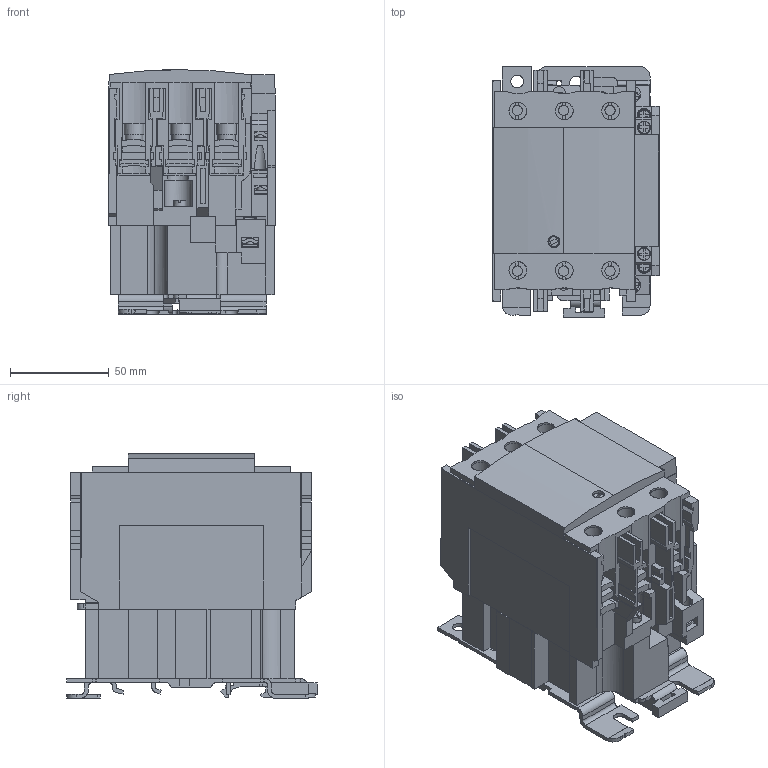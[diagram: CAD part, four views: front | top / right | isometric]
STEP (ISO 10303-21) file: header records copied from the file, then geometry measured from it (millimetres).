
FILE_DESCRIPTION (( 'STEP AP203' ), '1' );
FILE_NAME ('3d ÊÌÈ-À_4 ãàáàðèò.STEP', '2022-12-11T10:52:11', ( '' ), ( '' ), 'SwSTEP 2.0', 'SolidWorks 2016', '' );
FILE_SCHEMA (( 'CONFIG_CONTROL_DESIGN' ));
Products named in the file (1): 3d ÊÌÈ-À_4 ãàáàðèò
Bounding box: 84.5 x 127 x 123.92 mm (x, y, z)
Surface area: 177502.1 mm2 (no closed solid volume)
Topology: 0 solids, 11 shells, 1866 faces, 5410 edges, 3561 vertices
Faces by surface type: plane 1338, cylinder 464, bspline 64
Entity records: 73257 total; most frequent: CARTESIAN_POINT 26991, ORIENTED_EDGE 10764, DIRECTION 7736, EDGE_CURVE 5410, VECTOR 3740, LINE 3740, VERTEX_POINT 3561, AXIS2_PLACEMENT_3D 1998
